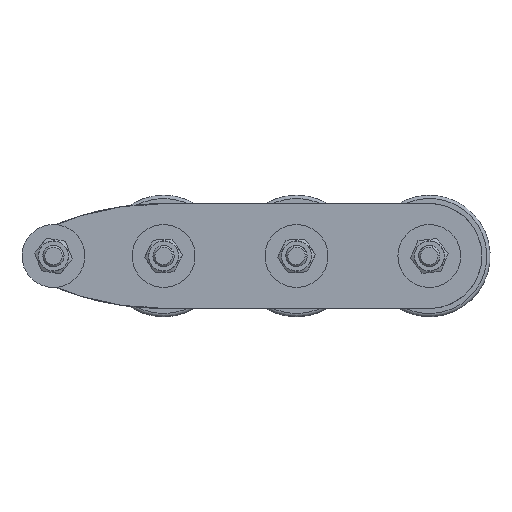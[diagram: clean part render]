
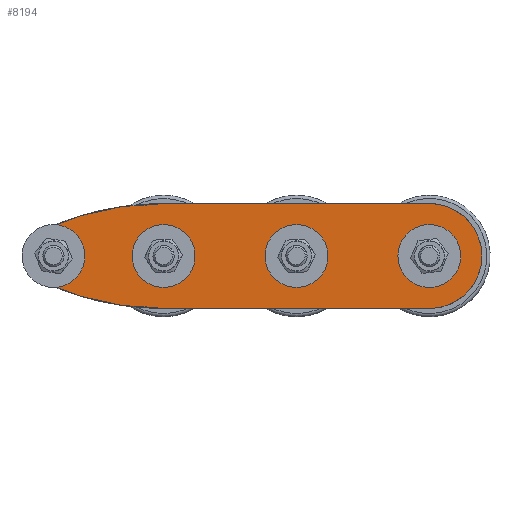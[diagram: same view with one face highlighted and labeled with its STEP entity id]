
A CAD part, front view. The second image highlights one B-rep face of the part: STEP entity #8194.
In plain terms, the highlighted planar face has unit normal (0, -1, 0).
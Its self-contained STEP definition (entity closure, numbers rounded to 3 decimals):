
#690=FACE_BOUND('',#2407,.T.);
#691=FACE_BOUND('',#2408,.T.);
#692=FACE_BOUND('',#2409,.T.);
#693=FACE_BOUND('',#2410,.T.);
#847=PLANE('',#9374);
#1059=LINE('',#14662,#1296);
#1060=LINE('',#14666,#1297);
#1296=VECTOR('',#11686,10.);
#1297=VECTOR('',#11689,10.);
#1780=FACE_OUTER_BOUND('',#2406,.T.);
#2406=EDGE_LOOP('',(#6899,#6900,#6901,#6902,#6903,#6904));
#2407=EDGE_LOOP('',(#6905));
#2408=EDGE_LOOP('',(#6906));
#2409=EDGE_LOOP('',(#6907));
#2410=EDGE_LOOP('',(#6908));
#2689=CIRCLE('',#8644,6.);
#2692=CIRCLE('',#8648,6.);
#2768=CIRCLE('',#8771,16.);
#2993=CIRCLE('',#9165,6.);
#3080=CIRCLE('',#9335,6.);
#3100=CIRCLE('',#9375,164.75);
#3101=CIRCLE('',#9376,30.);
#3102=CIRCLE('',#9377,164.75);
#3482=VERTEX_POINT('',#12981);
#3485=VERTEX_POINT('',#12989);
#3560=VERTEX_POINT('',#13221);
#3561=VERTEX_POINT('',#13223);
#3768=VERTEX_POINT('',#14025);
#3879=VERTEX_POINT('',#14531);
#3903=VERTEX_POINT('',#14659);
#3904=VERTEX_POINT('',#14661);
#3905=VERTEX_POINT('',#14663);
#3906=VERTEX_POINT('',#14665);
#4440=EDGE_CURVE('',#3482,#3482,#2689,.T.);
#4444=EDGE_CURVE('',#3485,#3485,#2692,.T.);
#4554=EDGE_CURVE('',#3561,#3560,#2768,.T.);
#4892=EDGE_CURVE('',#3768,#3768,#2993,.T.);
#5074=EDGE_CURVE('',#3879,#3879,#3080,.T.);
#5116=EDGE_CURVE('',#3560,#3903,#3100,.T.);
#5117=EDGE_CURVE('',#3903,#3904,#1059,.T.);
#5118=EDGE_CURVE('',#3904,#3905,#3101,.T.);
#5119=EDGE_CURVE('',#3905,#3906,#1060,.T.);
#5120=EDGE_CURVE('',#3906,#3561,#3102,.T.);
#6899=ORIENTED_EDGE('',*,*,#5116,.T.);
#6900=ORIENTED_EDGE('',*,*,#5117,.T.);
#6901=ORIENTED_EDGE('',*,*,#5118,.T.);
#6902=ORIENTED_EDGE('',*,*,#5119,.T.);
#6903=ORIENTED_EDGE('',*,*,#5120,.T.);
#6904=ORIENTED_EDGE('',*,*,#4554,.T.);
#6905=ORIENTED_EDGE('',*,*,#4892,.F.);
#6906=ORIENTED_EDGE('',*,*,#4440,.F.);
#6907=ORIENTED_EDGE('',*,*,#5074,.F.);
#6908=ORIENTED_EDGE('',*,*,#4444,.F.);
#8194=ADVANCED_FACE('',(#1780,#690,#691,#692,#693),#847,.F.);
#8644=AXIS2_PLACEMENT_3D('',#12983,#10033,#10034);
#8648=AXIS2_PLACEMENT_3D('',#12991,#10042,#10043);
#8771=AXIS2_PLACEMENT_3D('',#13224,#10322,#10323);
#9165=AXIS2_PLACEMENT_3D('',#14027,#11192,#11193);
#9335=AXIS2_PLACEMENT_3D('',#14533,#11589,#11590);
#9374=AXIS2_PLACEMENT_3D('',#14658,#11682,#11683);
#9375=AXIS2_PLACEMENT_3D('',#14660,#11684,#11685);
#9376=AXIS2_PLACEMENT_3D('',#14664,#11687,#11688);
#9377=AXIS2_PLACEMENT_3D('',#14667,#11690,#11691);
#10033=DIRECTION('center_axis',(0.,-1.,0.));
#10034=DIRECTION('ref_axis',(0.969,0.,-0.248));
#10042=DIRECTION('center_axis',(0.,-1.,0.));
#10043=DIRECTION('ref_axis',(-0.667,0.,-0.745));
#10322=DIRECTION('center_axis',(0.,-1.,0.));
#10323=DIRECTION('ref_axis',(-0.424,0.,-0.906));
#11192=DIRECTION('center_axis',(0.,-1.,0.));
#11193=DIRECTION('ref_axis',(0.667,0.,0.745));
#11589=DIRECTION('center_axis',(0.,-1.,0.));
#11590=DIRECTION('ref_axis',(0.622,0.,0.783));
#11682=DIRECTION('center_axis',(0.,1.,0.));
#11683=DIRECTION('ref_axis',(1.,0.,0.));
#11684=DIRECTION('center_axis',(0.,-1.,0.));
#11685=DIRECTION('ref_axis',(0.,0.,
-1.));
#11686=DIRECTION('',(1.,0.,0.));
#11687=DIRECTION('center_axis',(0.,-1.,0.));
#11688=DIRECTION('ref_axis',(0.,0.,
1.));
#11689=DIRECTION('',(-1.,0.,0.));
#11690=DIRECTION('center_axis',(0.,-1.,0.));
#11691=DIRECTION('ref_axis',(-0.424,0.,0.906));
#12981=CARTESIAN_POINT('',(-68.812,0.,1.488));
#12983=CARTESIAN_POINT('Origin',(-63.,0.,
0.));
#12989=CARTESIAN_POINT('',(4.004,0.,4.468));
#12991=CARTESIAN_POINT('Origin',(0.,0.,0.));
#13221=CARTESIAN_POINT('',(-69.776,0.,-14.494));
#13223=CARTESIAN_POINT('',(-69.776,0.,14.494));
#13224=CARTESIAN_POINT('Origin',(-63.,0.,0.));
#14025=CARTESIAN_POINT('',(71.996,0.,-4.468));
#14027=CARTESIAN_POINT('Origin',(76.,0.,
0.));
#14531=CARTESIAN_POINT('',(148.268,0.,-4.698));
#14533=CARTESIAN_POINT('Origin',(152.,0.,0.));
#14658=CARTESIAN_POINT('Origin',(15.783,0.,
0.));
#14659=CARTESIAN_POINT('',(0.,0.,-30.));
#14660=CARTESIAN_POINT('Origin',(0.,0.,
134.75));
#14661=CARTESIAN_POINT('',(152.,0.,-30.));
#14662=CARTESIAN_POINT('',(45.892,0.,-30.));
#14663=CARTESIAN_POINT('',(152.,0.,30.));
#14664=CARTESIAN_POINT('Origin',(152.,0.,0.));
#14665=CARTESIAN_POINT('',(0.,0.,30.));
#14666=CARTESIAN_POINT('',(7.892,0.,30.));
#14667=CARTESIAN_POINT('Origin',(0.,0.,
-134.75));
